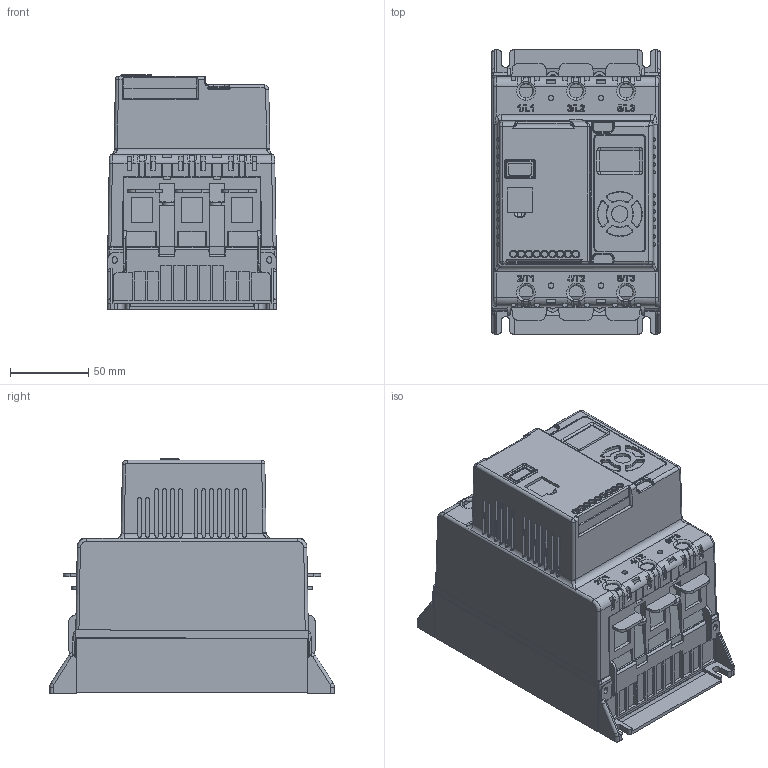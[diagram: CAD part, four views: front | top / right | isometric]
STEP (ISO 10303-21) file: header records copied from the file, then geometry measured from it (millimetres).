
FILE_DESCRIPTION (( 'STEP AP214' ), '1' );
FILE_NAME ('STP-AGY-001-V01 (AGY1) r1 NEW extE2 r1 Coord fXT.STEP', '2020-03-18T21:37:47', ( '' ), ( '' ), 'SwSTEP 2.0', 'SolidWorks 2017', '' );
FILE_SCHEMA (( 'AUTOMOTIVE_DESIGN' ));
Length unit declared in the file: inch
Products named in the file (1): STP-AGY-001-V01 (AGY1) r1 NEW extE2 r1 Coord fXT
Bounding box: 108.25 x 181.8 x 150 mm (x, y, z)
Volume: 1963679.2 mm3; surface area: 177081 mm2
Topology: 1 solids, 6 shells, 2056 faces, 5970 edges, 3858 vertices
Faces by surface type: plane 1184, cylinder 438, bspline 259, torus 84, cone 82, sphere 9
Entity records: 94076 total; most frequent: CARTESIAN_POINT 44375, ORIENTED_EDGE 11922, DIRECTION 8000, EDGE_CURVE 5961, VERTEX_POINT 3858, VECTOR 3508, LINE 3508, AXIS2_PLACEMENT_3D 2246
